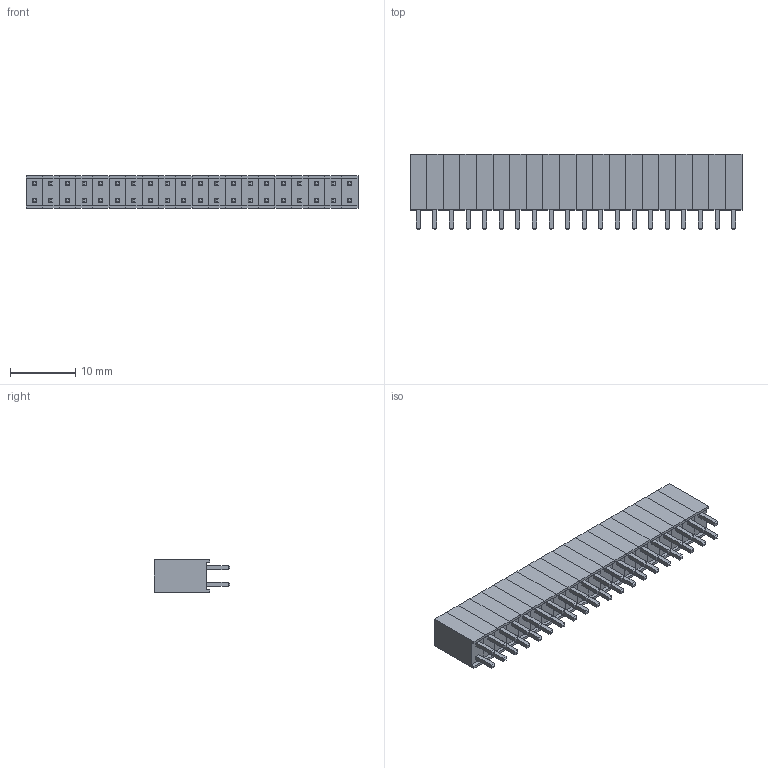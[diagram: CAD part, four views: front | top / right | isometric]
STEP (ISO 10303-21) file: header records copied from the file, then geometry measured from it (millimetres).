
FILE_DESCRIPTION (( 'STEP AP214' ), '1' );
FILE_NAME ('DS-1023-40.STEP', '2019-07-10T22:28:49', ( '' ), ( '' ), 'SwSTEP 2.0', 'SolidWorks 2018', '' );
FILE_SCHEMA (( 'AUTOMOTIVE_DESIGN' ));
Length unit declared in the file: millimetre
Products named in the file (1): DS-1023-40
Bounding box: 50.8 x 11.5 x 5 mm (x, y, z)
Volume: 2009.7 mm3; surface area: 3748.2 mm2
Topology: 20 solids, 20 shells, 920 faces, 2080 edges, 1280 vertices
Faces by surface type: plane 920
Entity records: 35049 total; most frequent: CARTESIAN_POINT 4281, ORIENTED_EDGE 4160, DIRECTION 3922, LINE 2080, EDGE_CURVE 2080, VECTOR 2080, VERTEX_POINT 1280, EDGE_LOOP 1000
